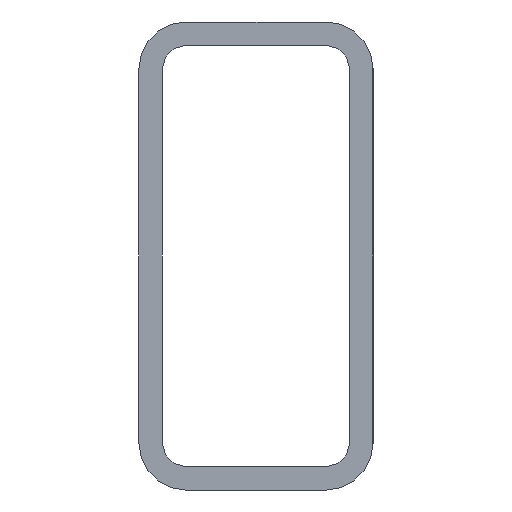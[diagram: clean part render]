
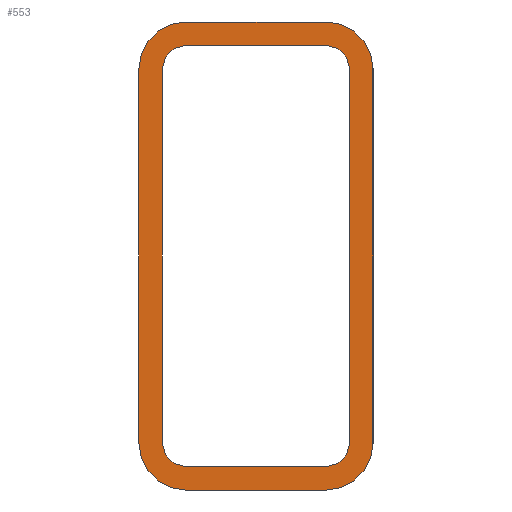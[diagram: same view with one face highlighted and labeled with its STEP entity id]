
A CAD part, left-side view. The second image highlights one B-rep face of the part: STEP entity #553.
In plain terms, the highlighted planar face has unit normal (-1, 0, 0).
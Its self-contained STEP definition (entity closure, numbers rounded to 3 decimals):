
#2 = CARTESIAN_POINT ( 'NONE',  ( 0., 6., 0. ) ) ;
#6 = VECTOR ( 'NONE', #1222, 1000. ) ;
#23 = VERTEX_POINT ( 'NONE', #992 ) ;
#34 = CIRCLE ( 'NONE', #1341, 6. ) ;
#46 = ORIENTED_EDGE ( 'NONE', *, *, #692, .T. ) ;
#49 = FACE_BOUND ( 'NONE', #942, .T. ) ;
#55 = DIRECTION ( 'NONE',  ( 0., 0., -1. ) ) ;
#66 = LINE ( 'NONE', #358, #117 ) ;
#70 = CARTESIAN_POINT ( 'NONE',  ( 0., 27., -54. ) ) ;
#79 = CARTESIAN_POINT ( 'NONE',  ( 0., 6., -6. ) ) ;
#81 = VERTEX_POINT ( 'NONE', #70 ) ;
#86 = DIRECTION ( 'NONE',  ( 0., 0., 1. ) ) ;
#91 = EDGE_CURVE ( 'NONE', #657, #723, #359, .T. ) ;
#95 = VECTOR ( 'NONE', #206, 1000. ) ;
#96 = VECTOR ( 'NONE', #494, 1000. ) ;
#113 = VERTEX_POINT ( 'NONE', #1119 ) ;
#115 = VECTOR ( 'NONE', #412, 1000. ) ;
#117 = VECTOR ( 'NONE', #896, 1000. ) ;
#134 = ORIENTED_EDGE ( 'NONE', *, *, #1226, .F. ) ;
#143 = ORIENTED_EDGE ( 'NONE', *, *, #465, .T. ) ;
#149 = CARTESIAN_POINT ( 'NONE',  ( 0., 6., -54. ) ) ;
#151 = DIRECTION ( 'NONE',  ( 0., 0., -1. ) ) ;
#167 = AXIS2_PLACEMENT_3D ( 'NONE', #495, #180, #595 ) ;
#170 = DIRECTION ( 'NONE',  ( 0., 0., 1. ) ) ;
#174 = LINE ( 'NONE', #367, #580 ) ;
#180 = DIRECTION ( 'NONE',  ( 1., 0., 0. ) ) ;
#181 = VERTEX_POINT ( 'NONE', #2 ) ;
#187 = CARTESIAN_POINT ( 'NONE',  ( 0., 0., -6. ) ) ;
#191 = EDGE_CURVE ( 'NONE', #1032, #81, #1131, .T. ) ;
#201 = VERTEX_POINT ( 'NONE', #1258 ) ;
#204 = CIRCLE ( 'NONE', #262, 6. ) ;
#206 = DIRECTION ( 'NONE',  ( 0., 0., 1. ) ) ;
#215 = CARTESIAN_POINT ( 'NONE',  ( 0., 24., -57. ) ) ;
#224 = CIRCLE ( 'NONE', #1277, 6. ) ;
#228 = VERTEX_POINT ( 'NONE', #405 ) ;
#250 = DIRECTION ( 'NONE',  ( 0., 0., 1. ) ) ;
#262 = AXIS2_PLACEMENT_3D ( 'NONE', #1037, #493, #1227 ) ;
#287 = CARTESIAN_POINT ( 'NONE',  ( 0., 24., -54. ) ) ;
#294 = CARTESIAN_POINT ( 'NONE',  ( 0., 6., 0. ) ) ;
#300 = EDGE_LOOP ( 'NONE', ( #134, #331, #765, #421, #1202, #850, #327, #858 ) ) ;
#301 = LINE ( 'NONE', #294, #115 ) ;
#305 = LINE ( 'NONE', #624, #1147 ) ;
#327 = ORIENTED_EDGE ( 'NONE', *, *, #509, .F. ) ;
#331 = ORIENTED_EDGE ( 'NONE', *, *, #643, .F. ) ;
#349 = DIRECTION ( 'NONE',  ( 1., 0., 0. ) ) ;
#358 = CARTESIAN_POINT ( 'NONE',  ( 0., 6., -3. ) ) ;
#359 = CIRCLE ( 'NONE', #167, 3. ) ;
#367 = CARTESIAN_POINT ( 'NONE',  ( 0., 27., -6. ) ) ;
#368 = DIRECTION ( 'NONE',  ( 0., 0., 1. ) ) ;
#381 = CARTESIAN_POINT ( 'NONE',  ( 0., 3., -54. ) ) ;
#382 = CARTESIAN_POINT ( 'NONE',  ( 0., 6., -57. ) ) ;
#385 = CARTESIAN_POINT ( 'NONE',  ( 0., 3., -6. ) ) ;
#392 = LINE ( 'NONE', #385, #1275 ) ;
#404 = CARTESIAN_POINT ( 'NONE',  ( 0., 24., -6. ) ) ;
#405 = CARTESIAN_POINT ( 'NONE',  ( 0., 24., 0. ) ) ;
#412 = DIRECTION ( 'NONE',  ( 0., -1., 0. ) ) ;
#421 = ORIENTED_EDGE ( 'NONE', *, *, #654, .F. ) ;
#442 = VERTEX_POINT ( 'NONE', #381 ) ;
#448 = CARTESIAN_POINT ( 'NONE',  ( 0., 0., -6. ) ) ;
#450 = VERTEX_POINT ( 'NONE', #1205 ) ;
#462 = CARTESIAN_POINT ( 'NONE',  ( 0., 24., -3. ) ) ;
#465 = EDGE_CURVE ( 'NONE', #81, #657, #174, .T. ) ;
#478 = ORIENTED_EDGE ( 'NONE', *, *, #713, .T. ) ;
#493 = DIRECTION ( 'NONE',  ( 1., 0., 0. ) ) ;
#494 = DIRECTION ( 'NONE',  ( 0., 1., 0. ) ) ;
#495 = CARTESIAN_POINT ( 'NONE',  ( 0., 24., -6. ) ) ;
#509 = EDGE_CURVE ( 'NONE', #450, #201, #34, .T. ) ;
#528 = VERTEX_POINT ( 'NONE', #600 ) ;
#537 = VERTEX_POINT ( 'NONE', #1005 ) ;
#538 = AXIS2_PLACEMENT_3D ( 'NONE', #79, #1133, #170 ) ;
#553 = ADVANCED_FACE ( 'NONE', ( #581, #49 ), #910, .T. ) ;
#560 = CIRCLE ( 'NONE', #799, 6. ) ;
#580 = VECTOR ( 'NONE', #250, 1000. ) ;
#581 = FACE_OUTER_BOUND ( 'NONE', #300, .T. ) ;
#595 = DIRECTION ( 'NONE',  ( 0., 0., 1. ) ) ;
#600 = CARTESIAN_POINT ( 'NONE',  ( 0., 6., -57. ) ) ;
#606 = LINE ( 'NONE', #382, #96 ) ;
#610 = EDGE_CURVE ( 'NONE', #682, #23, #204, .T. ) ;
#624 = CARTESIAN_POINT ( 'NONE',  ( 0., 6., -60. ) ) ;
#634 = VERTEX_POINT ( 'NONE', #706 ) ;
#643 = EDGE_CURVE ( 'NONE', #228, #181, #301, .T. ) ;
#646 = CARTESIAN_POINT ( 'NONE',  ( 0., 27., -6. ) ) ;
#654 = EDGE_CURVE ( 'NONE', #23, #634, #1250, .T. ) ;
#657 = VERTEX_POINT ( 'NONE', #646 ) ;
#682 = VERTEX_POINT ( 'NONE', #879 ) ;
#683 = DIRECTION ( 'NONE',  ( 1., 0., 0. ) ) ;
#692 = EDGE_CURVE ( 'NONE', #723, #537, #66, .T. ) ;
#706 = CARTESIAN_POINT ( 'NONE',  ( 0., 30., -6. ) ) ;
#713 = EDGE_CURVE ( 'NONE', #442, #528, #1274, .T. ) ;
#723 = VERTEX_POINT ( 'NONE', #462 ) ;
#765 = ORIENTED_EDGE ( 'NONE', *, *, #1358, .F. ) ;
#766 = ORIENTED_EDGE ( 'NONE', *, *, #91, .T. ) ;
#774 = AXIS2_PLACEMENT_3D ( 'NONE', #1322, #1018, #1089 ) ;
#799 = AXIS2_PLACEMENT_3D ( 'NONE', #1085, #349, #368 ) ;
#843 = ORIENTED_EDGE ( 'NONE', *, *, #1336, .T. ) ;
#848 = DIRECTION ( 'NONE',  ( 0., 0., 1. ) ) ;
#850 = ORIENTED_EDGE ( 'NONE', *, *, #971, .F. ) ;
#858 = ORIENTED_EDGE ( 'NONE', *, *, #1353, .F. ) ;
#879 = CARTESIAN_POINT ( 'NONE',  ( 0., 24., -60. ) ) ;
#880 = EDGE_CURVE ( 'NONE', #113, #442, #392, .T. ) ;
#884 = AXIS2_PLACEMENT_3D ( 'NONE', #149, #683, #55 ) ;
#896 = DIRECTION ( 'NONE',  ( 0., -1., 0. ) ) ;
#910 = PLANE ( 'NONE',  #774 ) ;
#938 = ORIENTED_EDGE ( 'NONE', *, *, #880, .T. ) ;
#942 = EDGE_LOOP ( 'NONE', ( #46, #1280, #938, #478, #843, #1261, #143, #766 ) ) ;
#971 = EDGE_CURVE ( 'NONE', #201, #682, #305, .T. ) ;
#990 = DIRECTION ( 'NONE',  ( 1., 0., 0. ) ) ;
#992 = CARTESIAN_POINT ( 'NONE',  ( 0., 30., -54. ) ) ;
#1005 = CARTESIAN_POINT ( 'NONE',  ( 0., 6., -3. ) ) ;
#1011 = CARTESIAN_POINT ( 'NONE',  ( 0., 6., -54. ) ) ;
#1018 = DIRECTION ( 'NONE',  ( -1., 0., 0. ) ) ;
#1025 = DIRECTION ( 'NONE',  ( 1., 0., 0. ) ) ;
#1032 = VERTEX_POINT ( 'NONE', #215 ) ;
#1037 = CARTESIAN_POINT ( 'NONE',  ( 0., 24., -54. ) ) ;
#1042 = DIRECTION ( 'NONE',  ( 0., 1., 0. ) ) ;
#1085 = CARTESIAN_POINT ( 'NONE',  ( 0., 6., -6. ) ) ;
#1089 = DIRECTION ( 'NONE',  ( 0., 0., 1. ) ) ;
#1118 = LINE ( 'NONE', #187, #6 ) ;
#1119 = CARTESIAN_POINT ( 'NONE',  ( 0., 3., -6. ) ) ;
#1131 = CIRCLE ( 'NONE', #1302, 3. ) ;
#1133 = DIRECTION ( 'NONE',  ( 1., 0., 0. ) ) ;
#1143 = VERTEX_POINT ( 'NONE', #448 ) ;
#1147 = VECTOR ( 'NONE', #1042, 1000. ) ;
#1148 = CARTESIAN_POINT ( 'NONE',  ( 0., 30., -6. ) ) ;
#1149 = CIRCLE ( 'NONE', #538, 3. ) ;
#1202 = ORIENTED_EDGE ( 'NONE', *, *, #610, .F. ) ;
#1205 = CARTESIAN_POINT ( 'NONE',  ( 0., 0., -54. ) ) ;
#1222 = DIRECTION ( 'NONE',  ( 0., 0., -1. ) ) ;
#1225 = DIRECTION ( 'NONE',  ( 0., 0., -1. ) ) ;
#1226 = EDGE_CURVE ( 'NONE', #181, #1143, #560, .T. ) ;
#1227 = DIRECTION ( 'NONE',  ( 0., 0., 1. ) ) ;
#1245 = DIRECTION ( 'NONE',  ( 1., 0., 0. ) ) ;
#1250 = LINE ( 'NONE', #1148, #95 ) ;
#1258 = CARTESIAN_POINT ( 'NONE',  ( 0., 6., -60. ) ) ;
#1261 = ORIENTED_EDGE ( 'NONE', *, *, #191, .T. ) ;
#1274 = CIRCLE ( 'NONE', #884, 3. ) ;
#1275 = VECTOR ( 'NONE', #1225, 1000. ) ;
#1277 = AXIS2_PLACEMENT_3D ( 'NONE', #404, #1025, #86 ) ;
#1280 = ORIENTED_EDGE ( 'NONE', *, *, #1282, .T. ) ;
#1282 = EDGE_CURVE ( 'NONE', #537, #113, #1149, .T. ) ;
#1302 = AXIS2_PLACEMENT_3D ( 'NONE', #287, #1245, #848 ) ;
#1322 = CARTESIAN_POINT ( 'NONE',  ( 0., 6., -6. ) ) ;
#1336 = EDGE_CURVE ( 'NONE', #528, #1032, #606, .T. ) ;
#1341 = AXIS2_PLACEMENT_3D ( 'NONE', #1011, #990, #151 ) ;
#1353 = EDGE_CURVE ( 'NONE', #1143, #450, #1118, .T. ) ;
#1358 = EDGE_CURVE ( 'NONE', #634, #228, #224, .T. ) ;
